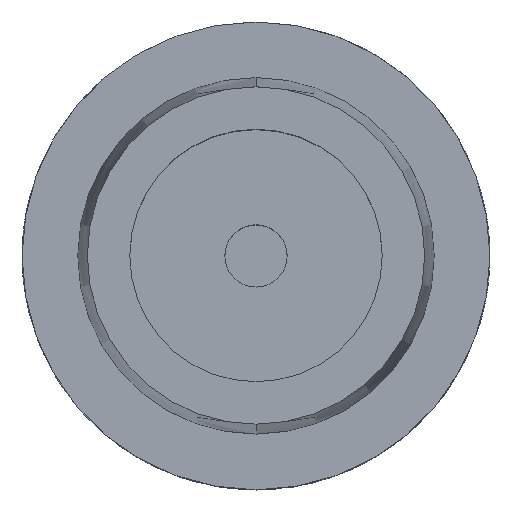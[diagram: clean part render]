
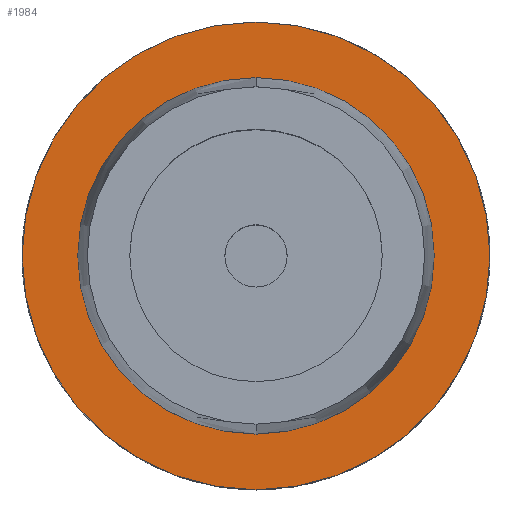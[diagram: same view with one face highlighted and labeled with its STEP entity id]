
A CAD part, top view. The second image highlights one B-rep face of the part: STEP entity #1984.
In plain terms, the highlighted planar face has unit normal (0, 0, 1).
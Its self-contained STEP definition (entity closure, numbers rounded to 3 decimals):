
#933=CARTESIAN_POINT('',(0.,0.,0.));
#934=DIRECTION('',(0.,0.,-1.));
#935=DIRECTION('',(0.,1.,0.));
#936=AXIS2_PLACEMENT_3D('',#933,#934,#935);
#941=CARTESIAN_POINT('',(0.,0.,0.));
#942=DIRECTION('',(0.,0.,1.));
#943=DIRECTION('',(0.,1.,0.));
#944=AXIS2_PLACEMENT_3D('',#941,#942,#943);
#963=CARTESIAN_POINT('',(0.,0.,0.));
#964=DIRECTION('',(0.,0.,1.));
#965=DIRECTION('',(0.,1.,0.));
#966=AXIS2_PLACEMENT_3D('',#963,#964,#965);
#971=CARTESIAN_POINT('',(0.,0.,0.));
#972=DIRECTION('',(0.,0.,-1.));
#973=DIRECTION('',(0.,1.,0.));
#974=AXIS2_PLACEMENT_3D('',#971,#972,#973);
#1125=CARTESIAN_POINT('',(0.,31.5,0.));
#1127=VERTEX_POINT('',#1125);
#1128=CARTESIAN_POINT('',(0.,24.005,0.));
#1130=VERTEX_POINT('',#1128);
#1133=CARTESIAN_POINT('',(0.,-31.5,0.));
#1135=VERTEX_POINT('',#1133);
#1136=CARTESIAN_POINT('',(0.,-24.005,0.));
#1138=VERTEX_POINT('',#1136);
#1969=CARTESIAN_POINT('',(0.,0.,0.));
#1970=DIRECTION('',(0.,0.,-1.));
#1971=DIRECTION('',(0.,-1.,0.));
#1972=AXIS2_PLACEMENT_3D('',#1969,#1970,#1971);
#1973=PLANE('',#1972);
#1974=ORIENTED_EDGE('',*,*,#1841,.T.);
#1975=ORIENTED_EDGE('',*,*,#1800,.F.);
#1976=EDGE_LOOP('',(#1974,#1975));
#1977=FACE_OUTER_BOUND('',#1976,.F.);
#1979=ORIENTED_EDGE('',*,*,#1978,.T.);
#1981=ORIENTED_EDGE('',*,*,#1980,.F.);
#1982=EDGE_LOOP('',(#1979,#1981));
#1983=FACE_BOUND('',#1982,.F.);
#937=CIRCLE('',#936,31.5);
#945=CIRCLE('',#944,31.5);
#967=CIRCLE('',#966,24.005);
#975=CIRCLE('',#974,24.005);
#1800=EDGE_CURVE('',#1127,#1135,#945,.T.);
#1841=EDGE_CURVE('',#1127,#1135,#937,.T.);
#1978=EDGE_CURVE('',#1130,#1138,#967,.T.);
#1980=EDGE_CURVE('',#1130,#1138,#975,.T.);
#1984=ADVANCED_FACE('',(#1977,#1983),#1973,.F.);
